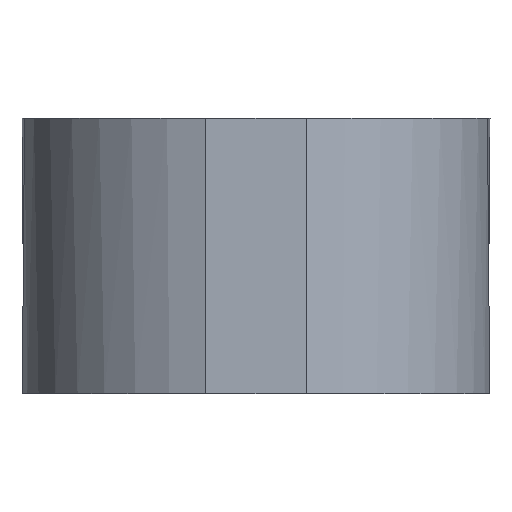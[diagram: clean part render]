
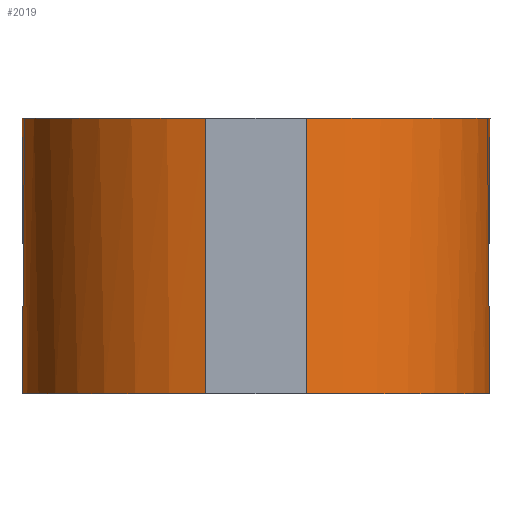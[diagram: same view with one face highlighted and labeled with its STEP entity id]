
A CAD part, left-side view. The second image highlights one B-rep face of the part: STEP entity #2019.
In plain terms, the highlighted cylindrical face has radius 4.25 mm (diameter 8.5 mm), a partial arc.
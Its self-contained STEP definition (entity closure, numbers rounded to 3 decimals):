
#4 = DIRECTION ( 'NONE',  ( 0., 0., 1. ) ) ;
#12 = LINE ( 'NONE', #4101, #1028 ) ;
#38 = VERTEX_POINT ( 'NONE', #1040 ) ;
#140 = DIRECTION ( 'NONE',  ( 0., 0., 1. ) ) ;
#163 = VECTOR ( 'NONE', #4486, 1000. ) ;
#204 = CIRCLE ( 'NONE', #1575, 4.25 ) ;
#369 = EDGE_CURVE ( 'NONE', #1764, #3748, #1872, .T. ) ;
#399 = DIRECTION ( 'NONE',  ( 0., 0., -1. ) ) ;
#432 = EDGE_CURVE ( 'NONE', #5173, #3365, #3262, .T. ) ;
#515 = LINE ( 'NONE', #5275, #4043 ) ;
#522 = ORIENTED_EDGE ( 'NONE', *, *, #5639, .T. ) ;
#616 = AXIS2_PLACEMENT_3D ( 'NONE', #4869, #2234, #5321 ) ;
#637 = CYLINDRICAL_SURFACE ( 'NONE', #3427, 4.25 ) ;
#857 = CARTESIAN_POINT ( 'NONE',  ( 0.459, -4.225, 2. ) ) ;
#1002 = CARTESIAN_POINT ( 'NONE',  ( 0., 0., 2. ) ) ;
#1028 = VECTOR ( 'NONE', #4993, 1000. ) ;
#1040 = CARTESIAN_POINT ( 'NONE',  ( 0.459, 4.225, 0. ) ) ;
#1208 = EDGE_CURVE ( 'NONE', #5208, #3748, #12, .T. ) ;
#1370 = EDGE_CURVE ( 'NONE', #1518, #3365, #204, .T. ) ;
#1493 = ORIENTED_EDGE ( 'NONE', *, *, #432, .T. ) ;
#1518 = VERTEX_POINT ( 'NONE', #4748 ) ;
#1525 = CARTESIAN_POINT ( 'NONE',  ( -4.15, -0.917, 0. ) ) ;
#1524 = DIRECTION ( 'NONE',  ( 0., 0., 1. ) ) ;
#1575 = AXIS2_PLACEMENT_3D ( 'NONE', #3088, #4, #2638 ) ;
#1764 = VERTEX_POINT ( 'NONE', #1525 ) ;
#1872 = CIRCLE ( 'NONE', #4664, 4.25 ) ;
#2019 = ADVANCED_FACE ( 'NONE', ( #3001 ), #637, .T. ) ;
#2130 = EDGE_LOOP ( 'NONE', ( #2272, #5668, #5616, #3622, #2826, #522, #3824, #1493 ) ) ;
#2167 = CARTESIAN_POINT ( 'NONE',  ( -4.15, 0.917, 0. ) ) ;
#2234 = DIRECTION ( 'NONE',  ( 0., 0., 1. ) ) ;
#2272 = ORIENTED_EDGE ( 'NONE', *, *, #1370, .F. ) ;
#2401 = CARTESIAN_POINT ( 'NONE',  ( 0.459, 4.225, 2. ) ) ;
#2488 = LINE ( 'NONE', #3160, #163 ) ;
#2638 = DIRECTION ( 'NONE',  ( 1., 0., 0. ) ) ;
#2718 = CARTESIAN_POINT ( 'NONE',  ( 0.459, -4.225, 0. ) ) ;
#2826 = ORIENTED_EDGE ( 'NONE', *, *, #3330, .T. ) ;
#3001 = FACE_OUTER_BOUND ( 'NONE', #2130, .T. ) ;
#3065 = AXIS2_PLACEMENT_3D ( 'NONE', #4177, #1524, #4602 ) ;
#3088 = CARTESIAN_POINT ( 'NONE',  ( 0., 0., 5. ) ) ;
#3108 = EDGE_CURVE ( 'NONE', #38, #5173, #3207, .T. ) ;
#3160 = CARTESIAN_POINT ( 'NONE',  ( -4.15, -0.917, -5. ) ) ;
#3207 = CIRCLE ( 'NONE', #616, 4.25 ) ;
#3262 = LINE ( 'NONE', #3500, #3385 ) ;
#3312 = CARTESIAN_POINT ( 'NONE',  ( 0., 0., 0. ) ) ;
#3330 = EDGE_CURVE ( 'NONE', #5208, #3919, #4447, .T. ) ;
#3335 = DIRECTION ( 'NONE',  ( 1., 0., 0. ) ) ;
#3365 = VERTEX_POINT ( 'NONE', #4622 ) ;
#3385 = VECTOR ( 'NONE', #3584, 1000. ) ;
#3427 = AXIS2_PLACEMENT_3D ( 'NONE', #1002, #4092, #4537 ) ;
#3500 = CARTESIAN_POINT ( 'NONE',  ( -4.15, 0.917, -5. ) ) ;
#3584 = DIRECTION ( 'NONE',  ( 0., 0., 1. ) ) ;
#3622 = ORIENTED_EDGE ( 'NONE', *, *, #1208, .F. ) ;
#3736 = EDGE_CURVE ( 'NONE', #1764, #1518, #2488, .T. ) ;
#3748 = VERTEX_POINT ( 'NONE', #2718 ) ;
#3824 = ORIENTED_EDGE ( 'NONE', *, *, #3108, .T. ) ;
#3919 = VERTEX_POINT ( 'NONE', #2401 ) ;
#4043 = VECTOR ( 'NONE', #399, 1000. ) ;
#4092 = DIRECTION ( 'NONE',  ( 0., 0., -1. ) ) ;
#4101 = CARTESIAN_POINT ( 'NONE',  ( 0.459, -4.225, 2. ) ) ;
#4177 = CARTESIAN_POINT ( 'NONE',  ( 0., 0., 2. ) ) ;
#4447 = CIRCLE ( 'NONE', #3065, 4.25 ) ;
#4486 = DIRECTION ( 'NONE',  ( 0., 0., 1. ) ) ;
#4537 = DIRECTION ( 'NONE',  ( -1., 0., 0. ) ) ;
#4602 = DIRECTION ( 'NONE',  ( 1., 0., 0. ) ) ;
#4622 = CARTESIAN_POINT ( 'NONE',  ( -4.15, 0.917, 5. ) ) ;
#4664 = AXIS2_PLACEMENT_3D ( 'NONE', #3312, #140, #3335 ) ;
#4748 = CARTESIAN_POINT ( 'NONE',  ( -4.15, -0.917, 5. ) ) ;
#4869 = CARTESIAN_POINT ( 'NONE',  ( 0., 0., 0. ) ) ;
#4993 = DIRECTION ( 'NONE',  ( 0., 0., -1. ) ) ;
#5173 = VERTEX_POINT ( 'NONE', #2167 ) ;
#5208 = VERTEX_POINT ( 'NONE', #857 ) ;
#5275 = CARTESIAN_POINT ( 'NONE',  ( 0.459, 4.225, 2. ) ) ;
#5321 = DIRECTION ( 'NONE',  ( 1., 0., 0. ) ) ;
#5616 = ORIENTED_EDGE ( 'NONE', *, *, #369, .T. ) ;
#5639 = EDGE_CURVE ( 'NONE', #3919, #38, #515, .T. ) ;
#5668 = ORIENTED_EDGE ( 'NONE', *, *, #3736, .F. ) ;
